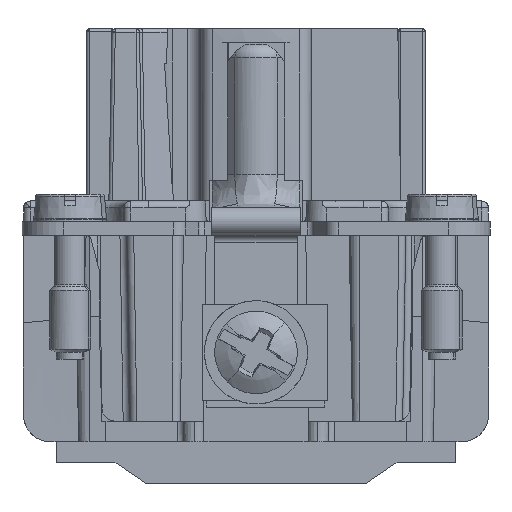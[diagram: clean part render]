
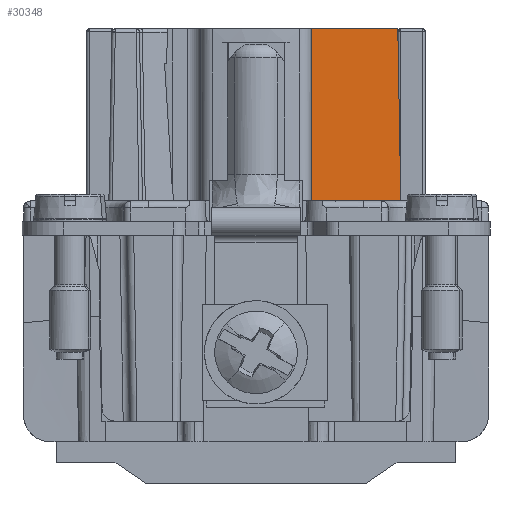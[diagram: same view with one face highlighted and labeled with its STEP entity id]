
A CAD part, front view. The second image highlights one B-rep face of the part: STEP entity #30348.
In plain terms, the highlighted planar face has unit normal (0, -1, 0.018).
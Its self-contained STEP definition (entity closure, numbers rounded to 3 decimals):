
#30335=AXIS2_PLACEMENT_3D('Plane Axis2P3D',#30332,#30333,#30334) ;
#17816=CARTESIAN_POINT('Vertex',(21.01,13.952,20.5)) ;
#18269=CARTESIAN_POINT('Vertex',(27.518,13.952,20.5)) ;
#18272=CARTESIAN_POINT('Line Origine',(24.264,13.952,20.5)) ;
#29226=CARTESIAN_POINT('Control Point',(21.068,14.171,33.)) ;
#29227=CARTESIAN_POINT('Control Point',(21.039,14.098,28.833)) ;
#29228=CARTESIAN_POINT('Control Point',(21.021,14.025,24.667)) ;
#29229=CARTESIAN_POINT('Control Point',(21.01,13.952,20.5)) ;
#29230=CARTESIAN_POINT('Vertex',(21.068,14.171,33.)) ;
#30317=CARTESIAN_POINT('Vertex',(27.3,14.171,33.)) ;
#30320=CARTESIAN_POINT('Line Origine',(27.409,14.062,26.75)) ;
#30332=CARTESIAN_POINT('Axis2P3D Location',(20.8,14.171,33.)) ;
#30337=CARTESIAN_POINT('Line Origine',(24.184,14.171,33.)) ;
#18273=DIRECTION('Vector Direction',(1.,0.,0.)) ;
#30321=DIRECTION('Vector Direction',(-0.017,0.017,1.)) ;
#30333=DIRECTION('Axis2P3D Direction',(0.,1.,-0.017)) ;
#30334=DIRECTION('Axis2P3D XDirection',(1.,0.,0.)) ;
#30338=DIRECTION('Vector Direction',(1.,0.,0.)) ;
#18274=VECTOR('Line Direction',#18273,1.) ;
#30322=VECTOR('Line Direction',#30321,1.) ;
#30339=VECTOR('Line Direction',#30338,1.) ;
#30343=ORIENTED_EDGE('',*,*,#29232,.T.) ;
#30344=ORIENTED_EDGE('',*,*,#18276,.T.) ;
#30345=ORIENTED_EDGE('',*,*,#30324,.T.) ;
#30346=ORIENTED_EDGE('',*,*,#30341,.F.) ;
#30348=ADVANCED_FACE('Hauptk\X2\00F6\X0\rper',(#30347),#30336,.F.) ;
#29225=B_SPLINE_CURVE_WITH_KNOTS('',3,(#29226,#29227,#29228,#29229),.UNSPECIFIED.,.F.,.U.,(4,4),(0.,17.681),.UNSPECIFIED.) ;
#18276=EDGE_CURVE('',#17817,#18270,#18275,.T.) ;
#29232=EDGE_CURVE('',#29231,#17817,#29225,.T.) ;
#30324=EDGE_CURVE('',#18270,#30318,#30323,.T.) ;
#30341=EDGE_CURVE('',#29231,#30318,#30340,.T.) ;
#30342=EDGE_LOOP('',(#30343,#30344,#30345,#30346)) ;
#30347=FACE_OUTER_BOUND('',#30342,.T.) ;
#18275=LINE('Line',#18272,#18274) ;
#30323=LINE('Line',#30320,#30322) ;
#30340=LINE('Line',#30337,#30339) ;
#30336=PLANE('',#30335) ;
#17817=VERTEX_POINT('',#17816) ;
#18270=VERTEX_POINT('',#18269) ;
#29231=VERTEX_POINT('',#29230) ;
#30318=VERTEX_POINT('',#30317) ;
